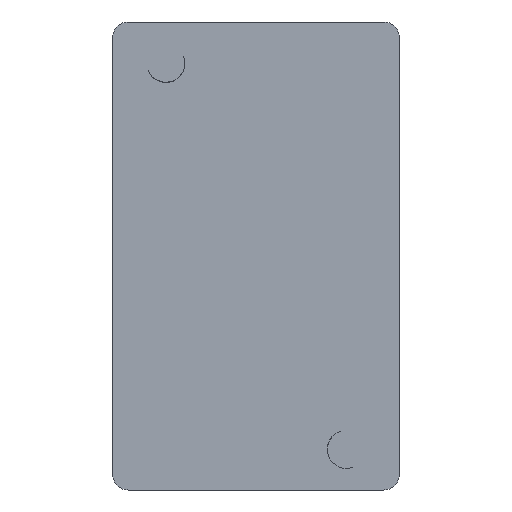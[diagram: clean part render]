
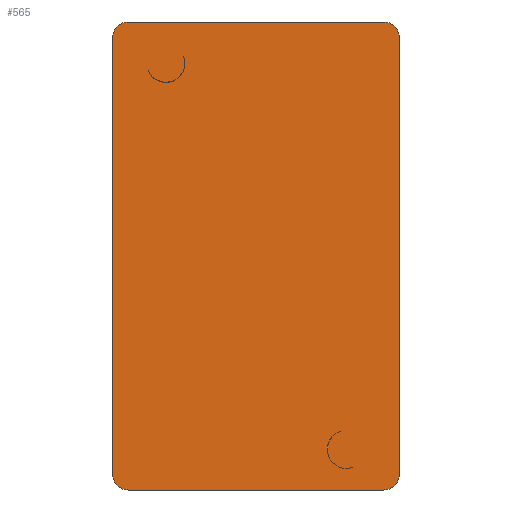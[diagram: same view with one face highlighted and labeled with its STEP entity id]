
A CAD part, front view. The second image highlights one B-rep face of the part: STEP entity #565.
In plain terms, the highlighted planar face has unit normal (0, -1, 0).
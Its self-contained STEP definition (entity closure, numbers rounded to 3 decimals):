
#19=FACE_BOUND('',#98,.T.);
#20=FACE_BOUND('',#99,.T.);
#28=PLANE('',#631);
#59=FACE_OUTER_BOUND('',#97,.T.);
#97=EDGE_LOOP('',(#436,#437,#438,#439,#440,#441,#442,#443));
#98=EDGE_LOOP('',(#444,#445));
#99=EDGE_LOOP('',(#446,#447));
#139=LINE('',#910,#193);
#140=LINE('',#914,#194);
#141=LINE('',#918,#195);
#142=LINE('',#921,#196);
#193=VECTOR('',#743,10.);
#194=VECTOR('',#746,10.);
#195=VECTOR('',#749,10.);
#196=VECTOR('',#752,10.);
#238=CIRCLE('',#613,3.);
#239=CIRCLE('',#615,3.);
#242=CIRCLE('',#619,3.);
#244=CIRCLE('',#623,3.);
#246=CIRCLE('',#630,2.5);
#247=CIRCLE('',#632,2.5);
#248=CIRCLE('',#633,2.5);
#249=CIRCLE('',#634,2.5);
#262=VERTEX_POINT('',#856);
#264=VERTEX_POINT('',#860);
#265=VERTEX_POINT('',#864);
#267=VERTEX_POINT('',#867);
#279=VERTEX_POINT('',#903);
#280=VERTEX_POINT('',#905);
#281=VERTEX_POINT('',#909);
#282=VERTEX_POINT('',#911);
#283=VERTEX_POINT('',#913);
#284=VERTEX_POINT('',#915);
#285=VERTEX_POINT('',#917);
#286=VERTEX_POINT('',#919);
#320=EDGE_CURVE('',#264,#262,#238,.T.);
#322=EDGE_CURVE('',#265,#267,#239,.T.);
#326=EDGE_CURVE('',#267,#265,#242,.T.);
#328=EDGE_CURVE('',#262,#264,#244,.T.);
#339=EDGE_CURVE('',#279,#280,#246,.T.);
#341=EDGE_CURVE('',#279,#281,#139,.T.);
#342=EDGE_CURVE('',#282,#281,#247,.T.);
#343=EDGE_CURVE('',#282,#283,#140,.T.);
#344=EDGE_CURVE('',#284,#283,#248,.T.);
#345=EDGE_CURVE('',#284,#285,#141,.T.);
#346=EDGE_CURVE('',#286,#285,#249,.T.);
#347=EDGE_CURVE('',#286,#280,#142,.T.);
#436=ORIENTED_EDGE('',*,*,#339,.F.);
#437=ORIENTED_EDGE('',*,*,#341,.T.);
#438=ORIENTED_EDGE('',*,*,#342,.F.);
#439=ORIENTED_EDGE('',*,*,#343,.T.);
#440=ORIENTED_EDGE('',*,*,#344,.F.);
#441=ORIENTED_EDGE('',*,*,#345,.T.);
#442=ORIENTED_EDGE('',*,*,#346,.F.);
#443=ORIENTED_EDGE('',*,*,#347,.T.);
#444=ORIENTED_EDGE('',*,*,#328,.F.);
#445=ORIENTED_EDGE('',*,*,#320,.F.);
#446=ORIENTED_EDGE('',*,*,#326,.F.);
#447=ORIENTED_EDGE('',*,*,#322,.F.);
#565=ADVANCED_FACE('',(#59,#19,#20),#28,.F.);
#613=AXIS2_PLACEMENT_3D('',#862,#693,#694);
#615=AXIS2_PLACEMENT_3D('',#868,#698,#699);
#619=AXIS2_PLACEMENT_3D('',#874,#707,#708);
#623=AXIS2_PLACEMENT_3D('',#878,#715,#716);
#630=AXIS2_PLACEMENT_3D('',#906,#738,#739);
#631=AXIS2_PLACEMENT_3D('',#908,#741,#742);
#632=AXIS2_PLACEMENT_3D('',#912,#744,#745);
#633=AXIS2_PLACEMENT_3D('',#916,#747,#748);
#634=AXIS2_PLACEMENT_3D('',#920,#750,#751);
#693=DIRECTION('center_axis',(0.,-1.,0.));
#694=DIRECTION('ref_axis',(-1.,0.,0.));
#698=DIRECTION('center_axis',(0.,-1.,0.));
#699=DIRECTION('ref_axis',(-1.,0.,0.));
#707=DIRECTION('center_axis',(0.,1.,0.));
#708=DIRECTION('ref_axis',(-1.,0.,0.));
#715=DIRECTION('center_axis',(0.,1.,0.));
#716=DIRECTION('ref_axis',(-1.,0.,0.));
#738=DIRECTION('center_axis',(0.,1.,0.));
#739=DIRECTION('ref_axis',(-0.707,0.,-0.707));
#741=DIRECTION('center_axis',(0.,1.,0.));
#742=DIRECTION('ref_axis',(1.,0.,0.));
#743=DIRECTION('',(1.,0.,0.));
#744=DIRECTION('center_axis',(0.,1.,0.));
#745=DIRECTION('ref_axis',(0.707,0.,-0.707));
#746=DIRECTION('',(0.,0.,1.));
#747=DIRECTION('center_axis',(0.,1.,0.));
#748=DIRECTION('ref_axis',(0.707,0.,0.707));
#749=DIRECTION('',(-1.,0.,0.));
#750=DIRECTION('center_axis',(0.,1.,0.));
#751=DIRECTION('ref_axis',(-0.707,0.,0.707));
#752=DIRECTION('',(0.,0.,-1.));
#856=CARTESIAN_POINT('',(-11.434,0.,31.516));
#860=CARTESIAN_POINT('',(-16.985,0.,29.237));
#862=CARTESIAN_POINT('Origin',(-14.2,0.,30.353));
#864=CARTESIAN_POINT('',(13.257,0.,-27.664));
#867=CARTESIAN_POINT('',(15.24,0.,-33.327));
#868=CARTESIAN_POINT('Origin',(14.238,0.,-30.499));
#874=CARTESIAN_POINT('Origin',(14.259,0.,-30.492));
#878=CARTESIAN_POINT('Origin',(-14.219,0.,30.399));
#903=CARTESIAN_POINT('',(-20.122,0.,-36.896));
#905=CARTESIAN_POINT('',(-22.622,0.,-34.396));
#906=CARTESIAN_POINT('Origin',(-20.122,0.,-34.396));
#908=CARTESIAN_POINT('Origin',(0.,0.,0.));
#909=CARTESIAN_POINT('',(20.121,0.,-36.896));
#910=CARTESIAN_POINT('',(-22.622,0.,-36.896));
#911=CARTESIAN_POINT('',(22.621,0.,-34.396));
#912=CARTESIAN_POINT('Origin',(20.121,0.,-34.396));
#913=CARTESIAN_POINT('',(22.621,0.,34.397));
#914=CARTESIAN_POINT('',(22.621,0.,-36.896));
#915=CARTESIAN_POINT('',(20.121,0.,36.897));
#916=CARTESIAN_POINT('Origin',(20.121,0.,34.397));
#917=CARTESIAN_POINT('',(-20.122,0.,36.897));
#918=CARTESIAN_POINT('',(22.621,0.,36.897));
#919=CARTESIAN_POINT('',(-22.622,0.,34.397));
#920=CARTESIAN_POINT('Origin',(-20.122,0.,34.397));
#921=CARTESIAN_POINT('',(-22.622,0.,36.897));
